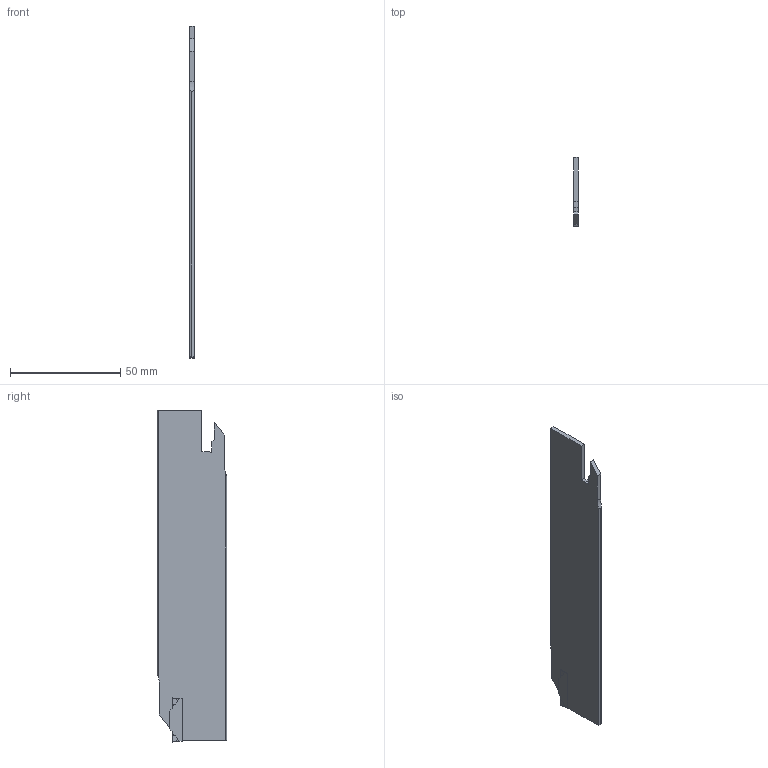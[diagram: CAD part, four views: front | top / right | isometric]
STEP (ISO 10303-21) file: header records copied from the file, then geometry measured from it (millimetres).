
FILE_DESCRIPTION(/* description */ (''),/* implementation_level */ '2;1');
FILE_NAME(/* name */ '1553513410215.stp',/* time_stamp */ '2019-03-25T12:30:23+01:00',/* author */ (''),/* organization */ ('SMS'),/* preprocessor_version */ 'ST-DEVELOPER v15',/* originating_system */ 'SIEMENS PLM Software NX 8.5',/* authorisation */ '');
FILE_SCHEMA (('AUTOMOTIVE_DESIGN { 1 0 10303 214 3 1 1 1 }'));
Length unit declared in the file: millimetre
Products named in the file (1): N123F55_25A2_SIM
Bounding box: 2.5 x 31.36 x 150.8 mm (x, y, z)
Volume: 8875.6 mm3; surface area: 9740.1 mm2
Topology: 2 solids, 2 shells, 54 faces, 150 edges, 100 vertices
Faces by surface type: plane 44, cylinder 6, extrusion 4
Entity records: 2027 total; most frequent: CARTESIAN_POINT 445, ORIENTED_EDGE 300, DIRECTION 252, EDGE_CURVE 150, VECTOR 126, LINE 122, VERTEX_POINT 100, AXIS2_PLACEMENT_3D 63
